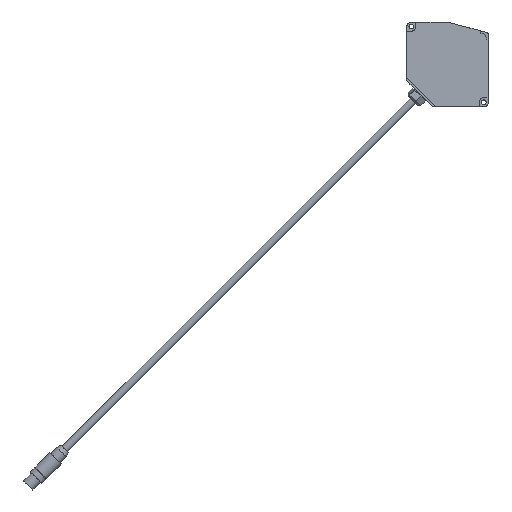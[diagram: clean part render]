
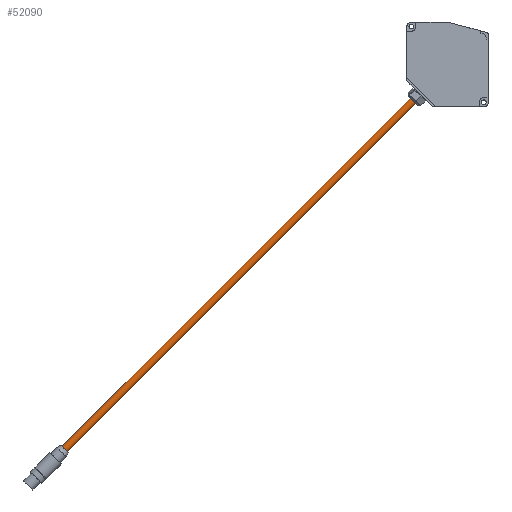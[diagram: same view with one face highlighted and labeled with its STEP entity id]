
A CAD part, top view. The second image highlights one B-rep face of the part: STEP entity #52090.
In plain terms, the highlighted cylindrical face has radius 3.5 mm (diameter 7 mm), a partial arc.
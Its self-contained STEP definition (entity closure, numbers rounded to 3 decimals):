
#39660=CARTESIAN_POINT('',(-69.364,5.636,14.5));
#39670=DIRECTION('',(-0.707,-0.707,0.));
#39680=DIRECTION('',(0.707,-0.707,0.));
#39690=AXIS2_PLACEMENT_3D('',#39660,#39670,#39680);
#39700=CIRCLE('',#39690,3.5);
#39710=CARTESIAN_POINT('',(-66.889,3.161,14.5));
#39720=VERTEX_POINT('713651-1498787168-1866da1de170-0 911239',#39710);
#39730=CARTESIAN_POINT('',(-71.839,8.111,14.5));
#39740=VERTEX_POINT('',#39730);
#39750=EDGE_CURVE('713651-1498787168-1866da1de170-0 911240',#39720,
#39740,#39700,.T.);
#40140=CARTESIAN_POINT('',(-38.393,41.557,14.5));
#40150=DIRECTION('',(-0.707,-0.707,0.));
#40160=VECTOR('',#40150,1.);
#40170=LINE('',#40140,#40160);
#40180=CARTESIAN_POINT('',(-391.946,-311.996,14.5));
#40190=VERTEX_POINT('',#40180);
#40200=EDGE_CURVE('',#39740,#40190,#40170,.T.);
#40220=CARTESIAN_POINT('',(-389.471,-314.471,14.5));
#40230=DIRECTION('',(-0.707,-0.707,0.));
#40240=DIRECTION('',(0.707,-0.707,0.));
#40250=AXIS2_PLACEMENT_3D('',#40220,#40230,#40240);
#40260=CIRCLE('',#40250,3.5);
#40270=CARTESIAN_POINT('',(-386.996,-316.946,14.5));
#40280=VERTEX_POINT('713651-1498787168-1866da1de170-0 911116',#40270);
#40310=CARTESIAN_POINT('',(-33.443,36.607,14.5));
#40320=DIRECTION('',(-0.707,-0.707,0.));
#40330=VECTOR('',#40320,1.);
#40340=LINE('',#40310,#40330);
#40350=EDGE_CURVE('',#39720,#40280,#40340,.T.);
#40680=EDGE_CURVE('713651-1498787168-1866da1de170-0 911114',#40280,
#40190,#40260,.T.);
#51980=CARTESIAN_POINT('',(-35.918,39.082,14.5));
#51990=DIRECTION('',(-0.707,-0.707,0.));
#52000=DIRECTION('',(0.707,-0.707,0.));
#52010=AXIS2_PLACEMENT_3D('',#51980,#51990,#52000);
#52020=CYLINDRICAL_SURFACE('',#52010,3.5);
#52030=ORIENTED_EDGE('',*,*,#40680,.F.);
#52040=ORIENTED_EDGE('',*,*,#40200,.T.);
#52050=ORIENTED_EDGE('',*,*,#39750,.T.);
#52060=ORIENTED_EDGE('',*,*,#40350,.F.);
#52070=EDGE_LOOP('',(#52060,#52050,#52040,#52030));
#52080=FACE_OUTER_BOUND('',#52070,.T.);
#52090=ADVANCED_FACE('713651-1498787168-1866da1de170-0 911123',(#52080),
#52020,.T.);
